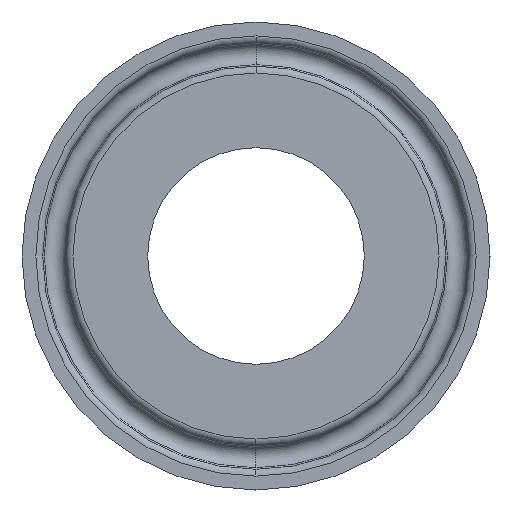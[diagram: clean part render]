
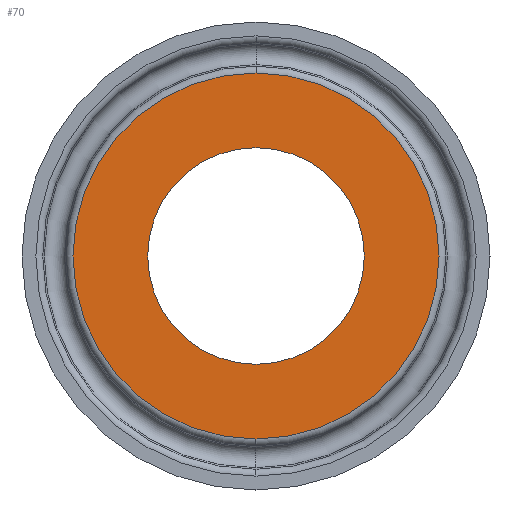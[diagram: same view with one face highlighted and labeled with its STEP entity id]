
A CAD part, left-side view. The second image highlights one B-rep face of the part: STEP entity #70.
In plain terms, the highlighted planar face has unit normal (-1, 0, 0).
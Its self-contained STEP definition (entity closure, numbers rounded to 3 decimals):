
#3 = CARTESIAN_POINT ( 'NONE',  ( 0., 0., -19.747 ) ) ;
#14 = CARTESIAN_POINT ( 'NONE',  ( 0., 19.747, 0. ) ) ;
#19 = DIRECTION ( 'NONE',  ( 1., 0., 0. ) ) ;
#26 = EDGE_CURVE ( 'NONE', #207, #355, #551, .T. ) ;
#68 = FACE_BOUND ( 'NONE', #316, .T. ) ;
#70 = ADVANCED_FACE ( 'NONE', ( #68, #665 ), #291, .F. ) ;
#94 = VERTEX_POINT ( 'NONE', #518 ) ;
#126 = VERTEX_POINT ( 'NONE', #661 ) ;
#163 = CIRCLE ( 'NONE', #219, 11.685 ) ;
#186 = CARTESIAN_POINT ( 'NONE',  ( 0., 0., 19.747 ) ) ;
#188 = AXIS2_PLACEMENT_3D ( 'NONE', #498, #657, #427 ) ;
#195 = ORIENTED_EDGE ( 'NONE', *, *, #26, .T. ) ;
#207 = VERTEX_POINT ( 'NONE', #186 ) ;
#214 = ORIENTED_EDGE ( 'NONE', *, *, #442, .T. ) ;
#219 = AXIS2_PLACEMENT_3D ( 'NONE', #362, #689, #312 ) ;
#253 = EDGE_CURVE ( 'NONE', #126, #94, #163, .T. ) ;
#270 = CARTESIAN_POINT ( 'NONE',  ( 0., 0., 0. ) ) ;
#281 = ORIENTED_EDGE ( 'NONE', *, *, #253, .F. ) ;
#291 = PLANE ( 'NONE',  #486 ) ;
#296 = DIRECTION ( 'NONE',  ( 0., 0., -1. ) ) ;
#312 = DIRECTION ( 'NONE',  ( 0., 0., 1. ) ) ;
#316 = EDGE_LOOP ( 'NONE', ( #281, #514 ) ) ;
#330 = CARTESIAN_POINT ( 'NONE',  ( 0., 0., 0. ) ) ;
#334 = AXIS2_PLACEMENT_3D ( 'NONE', #270, #495, #378 ) ;
#343 = DIRECTION ( 'NONE',  ( -1., 0., 0. ) ) ;
#355 = VERTEX_POINT ( 'NONE', #3 ) ;
#362 = CARTESIAN_POINT ( 'NONE',  ( 0., 0., 0. ) ) ;
#378 = DIRECTION ( 'NONE',  ( 0., 0., 1. ) ) ;
#427 = DIRECTION ( 'NONE',  ( 0., 0., 1. ) ) ;
#431 = CIRCLE ( 'NONE', #334, 19.747 ) ;
#442 = EDGE_CURVE ( 'NONE', #355, #207, #431, .T. ) ;
#459 = EDGE_LOOP ( 'NONE', ( #195, #214 ) ) ;
#469 = CIRCLE ( 'NONE', #692, 11.685 ) ;
#486 = AXIS2_PLACEMENT_3D ( 'NONE', #14, #19, #296 ) ;
#495 = DIRECTION ( 'NONE',  ( -1., 0., 0. ) ) ;
#498 = CARTESIAN_POINT ( 'NONE',  ( 0., 0., 0. ) ) ;
#514 = ORIENTED_EDGE ( 'NONE', *, *, #595, .F. ) ;
#518 = CARTESIAN_POINT ( 'NONE',  ( 0., 0., -11.685 ) ) ;
#551 = CIRCLE ( 'NONE', #188, 19.747 ) ;
#557 = DIRECTION ( 'NONE',  ( 0., 0., 1. ) ) ;
#595 = EDGE_CURVE ( 'NONE', #94, #126, #469, .T. ) ;
#657 = DIRECTION ( 'NONE',  ( -1., 0., 0. ) ) ;
#661 = CARTESIAN_POINT ( 'NONE',  ( 0., 0., 11.685 ) ) ;
#665 = FACE_OUTER_BOUND ( 'NONE', #459, .T. ) ;
#689 = DIRECTION ( 'NONE',  ( -1., 0., 0. ) ) ;
#692 = AXIS2_PLACEMENT_3D ( 'NONE', #330, #343, #557 ) ;
